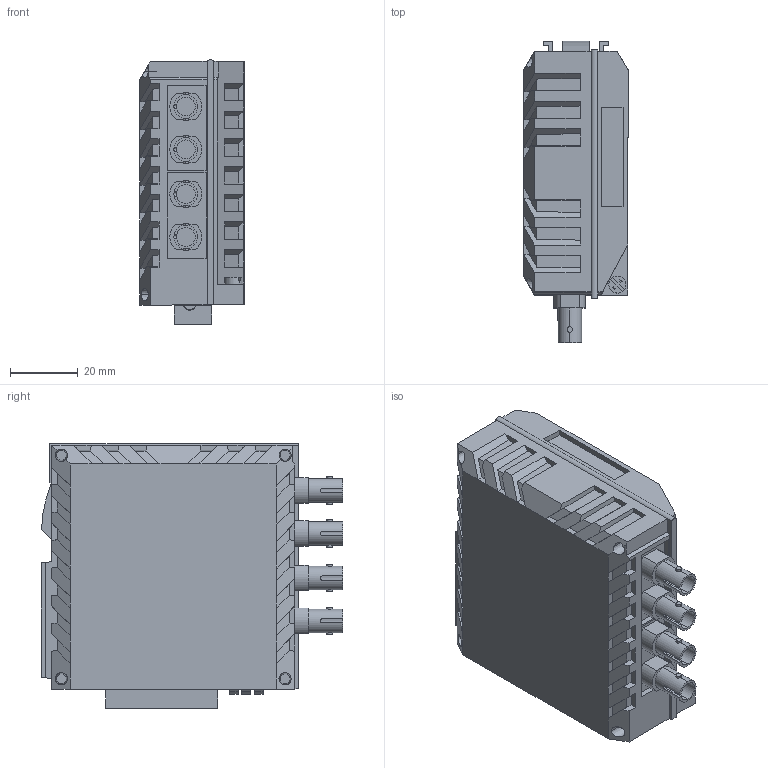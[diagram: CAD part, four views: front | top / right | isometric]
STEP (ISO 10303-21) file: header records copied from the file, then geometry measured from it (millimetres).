
FILE_DESCRIPTION(('Creo Elements/Direct Modeling STEP Export'),'2;1');
FILE_NAME('model.stp','2019-07-30T19:10:43',(''),(''),'Creo Elements/Direct Modeling STEP processor for AP214 (Solid Model)','Creo Elements/Direct Modeling 20.1A 29-Sep-2018 (C) Parametric Technology GmbH','');
FILE_SCHEMA(('AUTOMOTIVE_DESIGN { 1 0 10303 214 1 1 1 1 }'));
Length unit declared in the file: millimetre
Products named in the file (2): FL_IF_GEH_2FX_ST_D-select
Assembly tree (1 placements, depth 2):
  FL_IF_GEH_2FX_ST_D-select
    FL_IF_GEH_2FX_ST_D-select
Bounding box: 30.9 x 89.09 x 78.3 mm (x, y, z)
Volume: 151659 mm3; surface area: 26109.2 mm2
Topology: 1 solids, 1 shells, 638 faces, 1663 edges, 1076 vertices
Faces by surface type: plane 570, cylinder 56, cone 12
Entity records: 26154 total; most frequent: CARTESIAN_POINT 6227, ORIENTED_EDGE 3326, DIRECTION 2605, EDGE_CURVE 1663, VECTOR 1433, LINE 1433, VERTEX_POINT 1076, EDGE_LOOP 693
